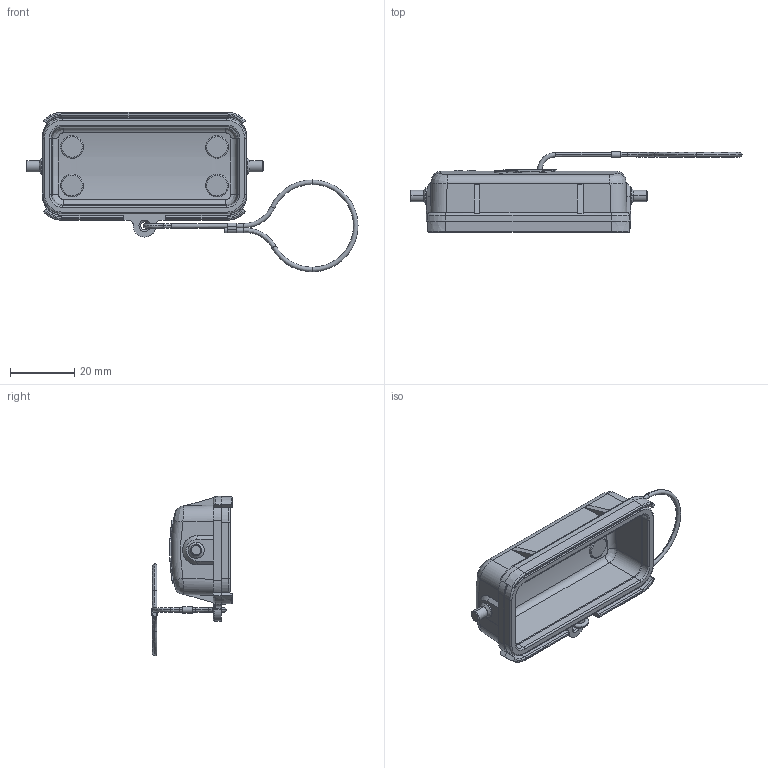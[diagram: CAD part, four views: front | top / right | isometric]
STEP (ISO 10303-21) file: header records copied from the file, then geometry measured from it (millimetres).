
FILE_DESCRIPTION((''),'2;1');
FILE_NAME('H10A-MCV-2B_1S','2024-01-18T',('11539'),(''),'PRO/ENGINEER BY PARAMETRIC TECHNOLOGY CORPORATION, 2012480','PRO/ENGINEER BY PARAMETRIC TECHNOLOGY CORPORATION, 2012480','');
FILE_SCHEMA(('CONFIG_CONTROL_DESIGN'));
Length unit declared in the file: millimetre
Products named in the file (1): H10A-MCV-2B_1S
Bounding box: 103.04 x 25.13 x 49.5 mm (x, y, z)
Volume: 10109.6 mm3; surface area: 12396.8 mm2
Topology: 1 solids, 1 shells, 406 faces, 1020 edges, 640 vertices
Faces by surface type: plane 151, cylinder 114, bspline 59, torus 49, cone 33
Entity records: 15951 total; most frequent: CARTESIAN_POINT 6417, ORIENTED_EDGE 2040, DIRECTION 1901, EDGE_CURVE 1020, AXIS2_PLACEMENT_3D 707, VERTEX_POINT 641, VECTOR 487, LINE 487
